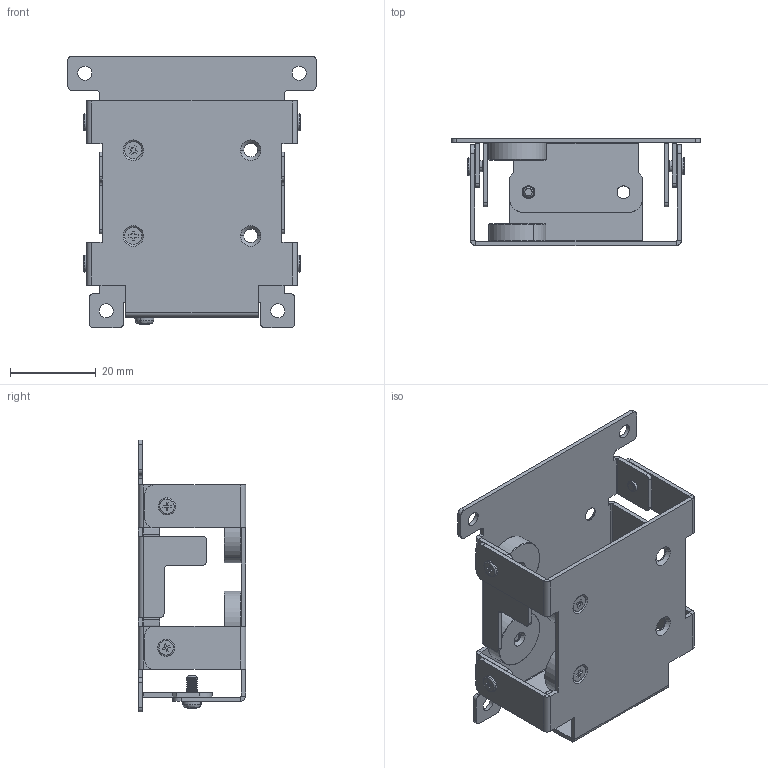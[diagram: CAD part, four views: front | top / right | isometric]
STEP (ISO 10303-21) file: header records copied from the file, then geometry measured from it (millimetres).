
FILE_DESCRIPTION (( 'STEP AP203' ), '1' );
FILE_NAME ('IR-MB05.STEP', '2024-11-19T04:16:34', ( '' ), ( '' ), 'SwSTEP 2.0', 'SolidWorks 2020', '' );
FILE_SCHEMA (( 'CONFIG_CONTROL_DESIGN' ));
Length unit declared in the file: millimetre
Products named in the file (7): IRMIT0115 SPACER, OD13.4XH4 IR-MB05&06; IRMIS0010 BRACKET UPPER, IR-MB05; SCREW, CH M2x3 PLS STL NI; IROIX0039 SCREW, CS T2X4 PLS STL NI; IRMIS0011 BRACKET LOWER, IR-MB05; IR-MB05; IROIX0060 SCREW, PH M2.5X6 PLS STL ZNC
Assembly tree (15 placements, depth 2):
  IR-MB05
    IRMIS0010 BRACKET UPPER, IR-MB05
    IRMIS0011 BRACKET LOWER, IR-MB05
    SCREW, CH M2x3 PLS STL NI  x4
    IROIX0060 SCREW, PH M2.5X6 PLS STL ZNC
    IRMIT0115 SPACER, OD13.4XH4 IR-MB05&06  x4
    IROIX0039 SCREW, CS T2X4 PLS STL NI  x4
Bounding box: 58 x 25.05 x 63.5 mm (x, y, z)
Volume: 9798.9 mm3; surface area: 18362.8 mm2
Topology: 15 solids, 15 shells, 690 faces, 1700 edges, 1056 vertices
Faces by surface type: plane 316, cylinder 255, cone 74, torus 26, bspline 19
Entity records: 17667 total; most frequent: CARTESIAN_POINT 5923, DIRECTION 2295, ORIENTED_EDGE 2232, EDGE_CURVE 1116, AXIS2_PLACEMENT_3D 821, VERTEX_POINT 693, VECTOR 653, LINE 653
